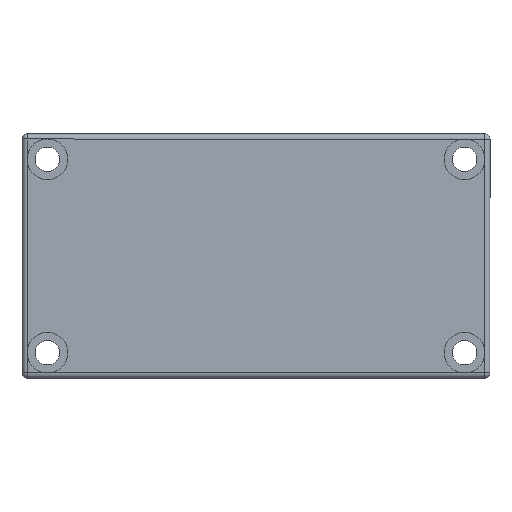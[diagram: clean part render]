
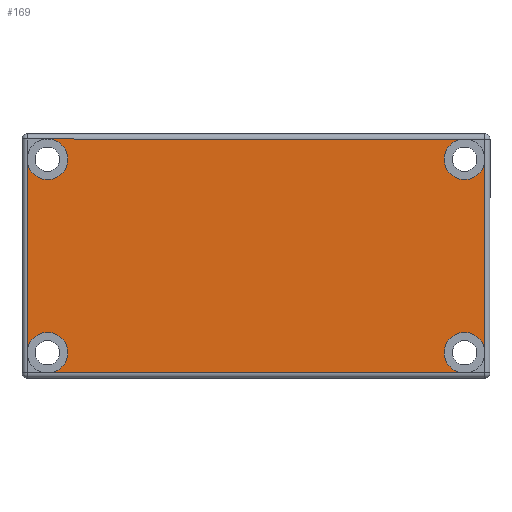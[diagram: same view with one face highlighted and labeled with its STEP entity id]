
A CAD part, front view. The second image highlights one B-rep face of the part: STEP entity #169.
In plain terms, the highlighted planar face has unit normal (0, -1, 0).
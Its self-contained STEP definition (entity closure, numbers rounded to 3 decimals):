
#4 = AXIS2_PLACEMENT_3D ( 'NONE', #1455, #555, #920 ) ;
#19 = CARTESIAN_POINT ( 'NONE',  ( -10.25, 0., 4.75 ) ) ;
#21 = DIRECTION ( 'NONE',  ( 0., 1., 0. ) ) ;
#32 = AXIS2_PLACEMENT_3D ( 'NONE', #669, #1389, #1922 ) ;
#55 = DIRECTION ( 'NONE',  ( 0., 0., -1. ) ) ;
#59 = LINE ( 'NONE', #742, #534 ) ;
#90 = AXIS2_PLACEMENT_3D ( 'NONE', #596, #1126, #1301 ) ;
#137 = DIRECTION ( 'NONE',  ( 0., 1., 0. ) ) ;
#169 = ADVANCED_FACE ( 'NONE', ( #1323 ), #820, .T. ) ;
#175 = EDGE_CURVE ( 'NONE', #1458, #954, #1863, .T. ) ;
#202 = CARTESIAN_POINT ( 'NONE',  ( 11.25, 0., 4.75 ) ) ;
#203 = ORIENTED_EDGE ( 'NONE', *, *, #345, .T. ) ;
#206 = VERTEX_POINT ( 'NONE', #310 ) ;
#219 = AXIS2_PLACEMENT_3D ( 'NONE', #1018, #1006, #1545 ) ;
#221 = CIRCLE ( 'NONE', #4, 1. ) ;
#231 = EDGE_CURVE ( 'NONE', #384, #1895, #1153, .T. ) ;
#310 = CARTESIAN_POINT ( 'NONE',  ( 10.25, 0., 5.75 ) ) ;
#330 = AXIS2_PLACEMENT_3D ( 'NONE', #1362, #137, #2104 ) ;
#341 = DIRECTION ( 'NONE',  ( 0., 1., 0. ) ) ;
#345 = EDGE_CURVE ( 'NONE', #1869, #1611, #1027, .T. ) ;
#361 = VERTEX_POINT ( 'NONE', #1934 ) ;
#377 = LINE ( 'NONE', #540, #860 ) ;
#382 = DIRECTION ( 'NONE',  ( -1., 0., 0. ) ) ;
#384 = VERTEX_POINT ( 'NONE', #1828 ) ;
#394 = CARTESIAN_POINT ( 'NONE',  ( 10.25, 0., -5.75 ) ) ;
#431 = CARTESIAN_POINT ( 'NONE',  ( 10.25, 0., -3.75 ) ) ;
#439 = VECTOR ( 'NONE', #531, 1000. ) ;
#461 = ORIENTED_EDGE ( 'NONE', *, *, #666, .T. ) ;
#482 = EDGE_CURVE ( 'NONE', #206, #1869, #1056, .T. ) ;
#531 = DIRECTION ( 'NONE',  ( 0., 0., 1. ) ) ;
#534 = VECTOR ( 'NONE', #55, 1000. ) ;
#540 = CARTESIAN_POINT ( 'NONE',  ( 11.5, 0., -5.75 ) ) ;
#545 = CARTESIAN_POINT ( 'NONE',  ( 0., 0., 5.75 ) ) ;
#553 = AXIS2_PLACEMENT_3D ( 'NONE', #991, #789, #2041 ) ;
#555 = DIRECTION ( 'NONE',  ( 0., 1., 0. ) ) ;
#585 = CIRCLE ( 'NONE', #90, 1. ) ;
#596 = CARTESIAN_POINT ( 'NONE',  ( 10.25, 0., 4.75 ) ) ;
#601 = ORIENTED_EDGE ( 'NONE', *, *, #1530, .F. ) ;
#637 = VERTEX_POINT ( 'NONE', #802 ) ;
#651 = EDGE_CURVE ( 'NONE', #1082, #1408, #377, .T. ) ;
#666 = EDGE_CURVE ( 'NONE', #954, #1082, #221, .T. ) ;
#669 = CARTESIAN_POINT ( 'NONE',  ( 10.25, 0., 4.75 ) ) ;
#692 = CARTESIAN_POINT ( 'NONE',  ( -10.25, 0., -5.75 ) ) ;
#717 = ORIENTED_EDGE ( 'NONE', *, *, #175, .T. ) ;
#742 = CARTESIAN_POINT ( 'NONE',  ( -11.25, 0., -6. ) ) ;
#743 = DIRECTION ( 'NONE',  ( 1., 0., 0. ) ) ;
#766 = CIRCLE ( 'NONE', #1197, 1. ) ;
#788 = CIRCLE ( 'NONE', #553, 1. ) ;
#789 = DIRECTION ( 'NONE',  ( 0., -1., 0. ) ) ;
#790 = AXIS2_PLACEMENT_3D ( 'NONE', #830, #1084, #2129 ) ;
#802 = CARTESIAN_POINT ( 'NONE',  ( -11.25, 0., 4.75 ) ) ;
#820 = PLANE ( 'NONE',  #219 ) ;
#830 = CARTESIAN_POINT ( 'NONE',  ( 10.25, 0., -4.75 ) ) ;
#860 = VECTOR ( 'NONE', #743, 1000. ) ;
#884 = CIRCLE ( 'NONE', #790, 1. ) ;
#920 = DIRECTION ( 'NONE',  ( 0., 0., 1. ) ) ;
#930 = LINE ( 'NONE', #1625, #439 ) ;
#954 = VERTEX_POINT ( 'NONE', #2267 ) ;
#991 = CARTESIAN_POINT ( 'NONE',  ( 10.25, 0., -4.75 ) ) ;
#1006 = DIRECTION ( 'NONE',  ( 0., -1., 0. ) ) ;
#1018 = CARTESIAN_POINT ( 'NONE',  ( 0., 0., 0. ) ) ;
#1027 = CIRCLE ( 'NONE', #1988, 1. ) ;
#1046 = DIRECTION ( 'NONE',  ( 0., 0., 1. ) ) ;
#1056 = LINE ( 'NONE', #545, #1083 ) ;
#1082 = VERTEX_POINT ( 'NONE', #692 ) ;
#1083 = VECTOR ( 'NONE', #382, 1000. ) ;
#1084 = DIRECTION ( 'NONE',  ( 0., -1., 0. ) ) ;
#1126 = DIRECTION ( 'NONE',  ( 0., -1., 0. ) ) ;
#1138 = ORIENTED_EDGE ( 'NONE', *, *, #231, .F. ) ;
#1153 = CIRCLE ( 'NONE', #32, 1. ) ;
#1197 = AXIS2_PLACEMENT_3D ( 'NONE', #1937, #21, #1765 ) ;
#1207 = ORIENTED_EDGE ( 'NONE', *, *, #1935, .T. ) ;
#1301 = DIRECTION ( 'NONE',  ( 0., 0., 1. ) ) ;
#1318 = EDGE_CURVE ( 'NONE', #206, #384, #585, .T. ) ;
#1320 = EDGE_CURVE ( 'NONE', #361, #1895, #930, .T. ) ;
#1323 = FACE_OUTER_BOUND ( 'NONE', #1816, .T. ) ;
#1362 = CARTESIAN_POINT ( 'NONE',  ( -10.25, 0., -4.75 ) ) ;
#1389 = DIRECTION ( 'NONE',  ( 0., -1., 0. ) ) ;
#1408 = VERTEX_POINT ( 'NONE', #394 ) ;
#1455 = CARTESIAN_POINT ( 'NONE',  ( -10.25, 0., -4.75 ) ) ;
#1458 = VERTEX_POINT ( 'NONE', #2074 ) ;
#1487 = ORIENTED_EDGE ( 'NONE', *, *, #1734, .T. ) ;
#1530 = EDGE_CURVE ( 'NONE', #2124, #1408, #788, .T. ) ;
#1545 = DIRECTION ( 'NONE',  ( 0., 0., -1. ) ) ;
#1556 = CARTESIAN_POINT ( 'NONE',  ( -10.25, 0., 3.75 ) ) ;
#1611 = VERTEX_POINT ( 'NONE', #1556 ) ;
#1625 = CARTESIAN_POINT ( 'NONE',  ( 11.25, 0., 0. ) ) ;
#1639 = EDGE_CURVE ( 'NONE', #361, #2124, #884, .T. ) ;
#1642 = ORIENTED_EDGE ( 'NONE', *, *, #651, .T. ) ;
#1644 = ORIENTED_EDGE ( 'NONE', *, *, #1318, .F. ) ;
#1659 = ORIENTED_EDGE ( 'NONE', *, *, #482, .T. ) ;
#1734 = EDGE_CURVE ( 'NONE', #1611, #637, #766, .T. ) ;
#1765 = DIRECTION ( 'NONE',  ( 0., 0., 1. ) ) ;
#1816 = EDGE_LOOP ( 'NONE', ( #1207, #717, #461, #1642, #601, #1890, #2222, #1138, #1644, #1659, #203, #1487 ) ) ;
#1828 = CARTESIAN_POINT ( 'NONE',  ( 10.25, 0., 3.75 ) ) ;
#1863 = CIRCLE ( 'NONE', #330, 1. ) ;
#1869 = VERTEX_POINT ( 'NONE', #1992 ) ;
#1890 = ORIENTED_EDGE ( 'NONE', *, *, #1639, .F. ) ;
#1895 = VERTEX_POINT ( 'NONE', #202 ) ;
#1922 = DIRECTION ( 'NONE',  ( 0., 0., 1. ) ) ;
#1934 = CARTESIAN_POINT ( 'NONE',  ( 11.25, 0., -4.75 ) ) ;
#1935 = EDGE_CURVE ( 'NONE', #637, #1458, #59, .T. ) ;
#1937 = CARTESIAN_POINT ( 'NONE',  ( -10.25, 0., 4.75 ) ) ;
#1988 = AXIS2_PLACEMENT_3D ( 'NONE', #19, #341, #1046 ) ;
#1992 = CARTESIAN_POINT ( 'NONE',  ( -10.25, 0., 5.75 ) ) ;
#2041 = DIRECTION ( 'NONE',  ( 0., 0., 1. ) ) ;
#2074 = CARTESIAN_POINT ( 'NONE',  ( -11.25, 0., -4.75 ) ) ;
#2104 = DIRECTION ( 'NONE',  ( 0., 0., 1. ) ) ;
#2124 = VERTEX_POINT ( 'NONE', #431 ) ;
#2129 = DIRECTION ( 'NONE',  ( 0., 0., 1. ) ) ;
#2222 = ORIENTED_EDGE ( 'NONE', *, *, #1320, .T. ) ;
#2267 = CARTESIAN_POINT ( 'NONE',  ( -10.25, 0., -3.75 ) ) ;
